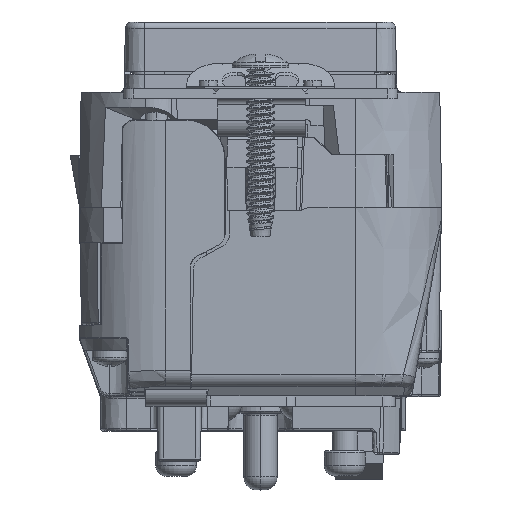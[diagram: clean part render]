
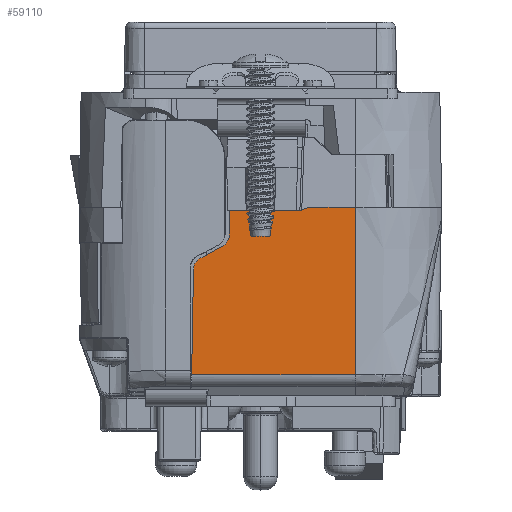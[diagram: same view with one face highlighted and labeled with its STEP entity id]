
A CAD part, top view. The second image highlights one B-rep face of the part: STEP entity #59110.
In plain terms, the highlighted planar face has unit normal (0, -0.018, 1).
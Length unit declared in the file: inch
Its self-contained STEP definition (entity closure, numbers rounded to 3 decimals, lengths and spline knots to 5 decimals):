
#2549 = VERTEX_POINT ( 'NONE', #67557 ) ;
#7363 = CARTESIAN_POINT ( 'NONE',  ( 0.83321, 1.76014, 4.55509 ) ) ;
#7580 = FACE_OUTER_BOUND ( 'NONE', #36350, .T. ) ;
#7635 = CARTESIAN_POINT ( 'NONE',  ( 0.83321, 1.76014, 4.55509 ) ) ;
#7855 = CARTESIAN_POINT ( 'NONE',  ( 1.57117, 1.2021, 4.54535 ) ) ;
#8200 = CARTESIAN_POINT ( 'NONE',  ( 0.81111, 1.75045, 4.55492 ) ) ;
#9029 = VERTEX_POINT ( 'NONE', #48392 ) ;
#9608 = DIRECTION ( 'NONE',  ( -0.017, -1., -0.017 ) ) ;
#15578 = VERTEX_POINT ( 'NONE', #124516 ) ;
#16177 = ORIENTED_EDGE ( 'NONE', *, *, #41279, .T. ) ;
#16710 = LINE ( 'NONE', #68192, #106246 ) ;
#17409 = CARTESIAN_POINT ( 'NONE',  ( 0.96817, 1.86911, 4.55699 ) ) ;
#17614 = VECTOR ( 'NONE', #150639, 39.37008 ) ;
#19047 = CARTESIAN_POINT ( 'NONE',  ( 1.57084, 1.2021, 4.54535 ) ) ;
#20015 = AXIS2_PLACEMENT_3D ( 'NONE', #133130, #133649, #62617 ) ;
#21458 = VERTEX_POINT ( 'NONE', #81959 ) ;
#21547 = DIRECTION ( 'NONE',  ( -1., 0., 0. ) ) ;
#22978 = B_SPLINE_CURVE_WITH_KNOTS ( 'NONE', 3,
 ( #147272, #89546, #76316, #43073, #43576, #19047, #7855 ),
 .UNSPECIFIED., .F., .F.,
 ( 4, 3, 4 ),
 ( 0., 0., 0.00003 ),
 .UNSPECIFIED. ) ;
#26566 = VECTOR ( 'NONE', #21547, 39.37008 ) ;
#27846 = CARTESIAN_POINT ( 'NONE',  ( 1.311, 1.98843, 4.55907 ) ) ;
#32307 = LINE ( 'NONE', #68927, #17614 ) ;
#33477 = DIRECTION ( 'NONE',  ( 0., 1., 0.017 ) ) ;
#34162 = VERTEX_POINT ( 'NONE', #107142 ) ;
#36291 = EDGE_CURVE ( 'NONE', #34162, #127824, #125368, .T. ) ;
#36350 = EDGE_LOOP ( 'NONE', ( #79195, #58492, #57957, #122306, #108653, #79638, #90837, #124180, #16177, #46800, #42125, #112089 ) ) ;
#38320 = EDGE_CURVE ( 'NONE', #40153, #109741, #128237, .T. ) ;
#39054 = VECTOR ( 'NONE', #105029, 39.37008 ) ;
#39571 = CARTESIAN_POINT ( 'NONE',  ( 1.31077, 1.987, 4.55905 ) ) ;
#40153 = VERTEX_POINT ( 'NONE', #91913 ) ;
#41279 = EDGE_CURVE ( 'NONE', #15578, #84721, #55358, .T. ) ;
#42054 = CARTESIAN_POINT ( 'NONE',  ( 0.78852, 1.2021, 4.54535 ) ) ;
#42125 = ORIENTED_EDGE ( 'NONE', *, *, #125311, .F. ) ;
#43073 = CARTESIAN_POINT ( 'NONE',  ( 1.57019, 1.2021, 4.54535 ) ) ;
#43576 = CARTESIAN_POINT ( 'NONE',  ( 1.57051, 1.2021, 4.54535 ) ) ;
#44556 = CARTESIAN_POINT ( 'NONE',  ( 0.94129, 1.81908, 4.55612 ) ) ;
#45272 = CARTESIAN_POINT ( 'NONE',  ( 0.96817, 1.86911, 4.55699 ) ) ;
#45294 = CARTESIAN_POINT ( 'NONE',  ( 0.78759, 1.14884, 4.54442 ) ) ;
#45733 = CARTESIAN_POINT ( 'NONE',  ( 1.57117, 2.00158, 4.5593 ) ) ;
#45845 = VECTOR ( 'NONE', #33477, 39.37008 ) ;
#46800 = ORIENTED_EDGE ( 'NONE', *, *, #131706, .T. ) ;
#48392 = CARTESIAN_POINT ( 'NONE',  ( 1.34713, 2.00158, 4.5593 ) ) ;
#49618 = VERTEX_POINT ( 'NONE', #44556 ) ;
#51494 = CARTESIAN_POINT ( 'NONE',  ( 0.94129, 1.81908, 4.55612 ) ) ;
#54160 = CARTESIAN_POINT ( 'NONE',  ( 0.79732, 1.70625, 4.55415 ) ) ;
#55358 = LINE ( 'NONE', #68334, #39054 ) ;
#55687 = CARTESIAN_POINT ( 'NONE',  ( 0.79774, 1.73037, 4.55457 ) ) ;
#55946 = DIRECTION ( 'NONE',  ( -0.94, -0.342, -0.006 ) ) ;
#57615 = LINE ( 'NONE', #78758, #26566 ) ;
#57957 = ORIENTED_EDGE ( 'NONE', *, *, #140660, .T. ) ;
#58492 = ORIENTED_EDGE ( 'NONE', *, *, #65446, .T. ) ;
#59110 = ADVANCED_FACE ( 'NONE', ( #7580 ), #84571, .T. ) ;
#59116 = VERTEX_POINT ( 'NONE', #27846 ) ;
#62617 = DIRECTION ( 'NONE',  ( 0., -1., -0.017 ) ) ;
#63570 =( BOUNDED_CURVE ( )  B_SPLINE_CURVE ( 3, ( #45272, #150029, #102465, #80031 ),
 .UNSPECIFIED., .F., .F. ) 
 B_SPLINE_CURVE_WITH_KNOTS ( ( 4, 4 ),
 ( 1.5708, 2.55667 ),
 .UNSPECIFIED. ) 
 CURVE ( )  GEOMETRIC_REPRESENTATION_ITEM ( )  RATIONAL_B_SPLINE_CURVE ( ( 1., 0.921, 0.921, 1. ) ) 
 REPRESENTATION_ITEM ( '' )  );
#65446 = EDGE_CURVE ( 'NONE', #127824, #21458, #146681, .T. ) ;
#67557 = CARTESIAN_POINT ( 'NONE',  ( 1.31071, 1.98658, 4.55904 ) ) ;
#68192 = CARTESIAN_POINT ( 'NONE',  ( 1.35302, 2.00372, 4.55934 ) ) ;
#68334 = CARTESIAN_POINT ( 'NONE',  ( 0.96817, 2.00158, 4.5593 ) ) ;
#68927 = CARTESIAN_POINT ( 'NONE',  ( 1.57117, 2.00158, 4.5593 ) ) ;
#73604 = VECTOR ( 'NONE', #118162, 39.37008 ) ;
#76316 = CARTESIAN_POINT ( 'NONE',  ( 1.57018, 1.2021, 4.54535 ) ) ;
#78758 = CARTESIAN_POINT ( 'NONE',  ( 1.57117, 1.98658, 4.55904 ) ) ;
#79195 = ORIENTED_EDGE ( 'NONE', *, *, #36291, .T. ) ;
#79638 = ORIENTED_EDGE ( 'NONE', *, *, #112240, .T. ) ;
#80031 = CARTESIAN_POINT ( 'NONE',  ( 0.94129, 1.81908, 4.55612 ) ) ;
#81959 = CARTESIAN_POINT ( 'NONE',  ( 1.57017, 1.2021, 4.54535 ) ) ;
#84571 = PLANE ( 'NONE',  #20015 ) ;
#84721 = VERTEX_POINT ( 'NONE', #17409 ) ;
#86109 = CARTESIAN_POINT ( 'NONE',  ( 1.311, 1.98843, 4.55907 ) ) ;
#88930 = EDGE_CURVE ( 'NONE', #2549, #15578, #57615, .T. ) ;
#89546 = CARTESIAN_POINT ( 'NONE',  ( 1.57017, 1.2021, 4.54535 ) ) ;
#90837 = ORIENTED_EDGE ( 'NONE', *, *, #116616, .T. ) ;
#91913 = CARTESIAN_POINT ( 'NONE',  ( 1.57117, 1.2021, 4.54535 ) ) ;
#94164 = VECTOR ( 'NONE', #9608, 39.37008 ) ;
#96287 = CARTESIAN_POINT ( 'NONE',  ( 1.31071, 1.98658, 4.55904 ) ) ;
#96472 = CARTESIAN_POINT ( 'NONE',  ( 1.57117, 2.00158, 4.5593 ) ) ;
#97419 =( BOUNDED_CURVE ( )  B_SPLINE_CURVE ( 3, ( #125255, #8200, #55687, #54160 ),
 .UNSPECIFIED., .F., .F. ) 
 B_SPLINE_CURVE_WITH_KNOTS ( ( 4, 4 ),
 ( 0.41348, 1.55334 ),
 .UNSPECIFIED. ) 
 CURVE ( )  GEOMETRIC_REPRESENTATION_ITEM ( )  RATIONAL_B_SPLINE_CURVE ( ( 1., 0.895, 0.895, 1. ) ) 
 REPRESENTATION_ITEM ( '' )  );
#102465 = CARTESIAN_POINT ( 'NONE',  ( 0.95844, 1.83043, 4.55632 ) ) ;
#105029 = DIRECTION ( 'NONE',  ( 0., -1., -0.017 ) ) ;
#106246 = VECTOR ( 'NONE', #55946, 39.37008 ) ;
#107142 = CARTESIAN_POINT ( 'NONE',  ( 0.79732, 1.70625, 4.55415 ) ) ;
#107210 = B_SPLINE_CURVE_WITH_KNOTS ( 'NONE', 3,
 ( #86109, #109553, #39571, #96287 ),
 .UNSPECIFIED., .F., .F.,
 ( 4, 4 ),
 ( 0., 1. ),
 .UNSPECIFIED. ) ;
#108501 =( BOUNDED_CURVE ( )  B_SPLINE_CURVE ( 3, ( #7363, #110302, #117691, #51494 ),
 .UNSPECIFIED., .F., .T. ) 
 B_SPLINE_CURVE_WITH_KNOTS ( ( 4, 4 ),
 ( 3.55508, 3.72651 ),
 .UNSPECIFIED. ) 
 CURVE ( )  GEOMETRIC_REPRESENTATION_ITEM ( )  RATIONAL_B_SPLINE_CURVE ( ( 1., 0.998, 0.998, 1. ) ) 
 REPRESENTATION_ITEM ( '' )  );
#108653 = ORIENTED_EDGE ( 'NONE', *, *, #118800, .T. ) ;
#109553 = CARTESIAN_POINT ( 'NONE',  ( 1.31093, 1.98803, 4.55907 ) ) ;
#109741 = VERTEX_POINT ( 'NONE', #96472 ) ;
#110302 = CARTESIAN_POINT ( 'NONE',  ( 0.87088, 1.77667, 4.55538 ) ) ;
#112089 = ORIENTED_EDGE ( 'NONE', *, *, #117455, .T. ) ;
#112240 = EDGE_CURVE ( 'NONE', #9029, #59116, #16710, .T. ) ;
#116616 = EDGE_CURVE ( 'NONE', #59116, #2549, #107210, .T. ) ;
#117455 = EDGE_CURVE ( 'NONE', #143827, #34162, #97419, .T. ) ;
#117691 = CARTESIAN_POINT ( 'NONE',  ( 0.90699, 1.79637, 4.55572 ) ) ;
#118162 = DIRECTION ( 'NONE',  ( 1., 0., 0. ) ) ;
#118800 = EDGE_CURVE ( 'NONE', #109741, #9029, #32307, .T. ) ;
#122306 = ORIENTED_EDGE ( 'NONE', *, *, #38320, .T. ) ;
#124180 = ORIENTED_EDGE ( 'NONE', *, *, #88930, .T. ) ;
#124516 = CARTESIAN_POINT ( 'NONE',  ( 0.96817, 1.98658, 4.55904 ) ) ;
#125255 = CARTESIAN_POINT ( 'NONE',  ( 0.83321, 1.76014, 4.55509 ) ) ;
#125311 = EDGE_CURVE ( 'NONE', #143827, #49618, #108501, .T. ) ;
#125368 = LINE ( 'NONE', #45294, #94164 ) ;
#127824 = VERTEX_POINT ( 'NONE', #42054 ) ;
#128237 = LINE ( 'NONE', #45733, #45845 ) ;
#131706 = EDGE_CURVE ( 'NONE', #84721, #49618, #63570, .T. ) ;
#133130 = CARTESIAN_POINT ( 'NONE',  ( 1.57117, 2.00158, 4.5593 ) ) ;
#133649 = DIRECTION ( 'NONE',  ( 0., -0.017, 1. ) ) ;
#140660 = EDGE_CURVE ( 'NONE', #21458, #40153, #22978, .T. ) ;
#141147 = CARTESIAN_POINT ( 'NONE',  ( 1.57117, 1.2021, 4.54535 ) ) ;
#143827 = VERTEX_POINT ( 'NONE', #7635 ) ;
#146681 = LINE ( 'NONE', #141147, #73604 ) ;
#147272 = CARTESIAN_POINT ( 'NONE',  ( 1.57017, 1.2021, 4.54535 ) ) ;
#150029 = CARTESIAN_POINT ( 'NONE',  ( 0.96817, 1.84855, 4.55663 ) ) ;
#150639 = DIRECTION ( 'NONE',  ( -1., 0., 0. ) ) ;
